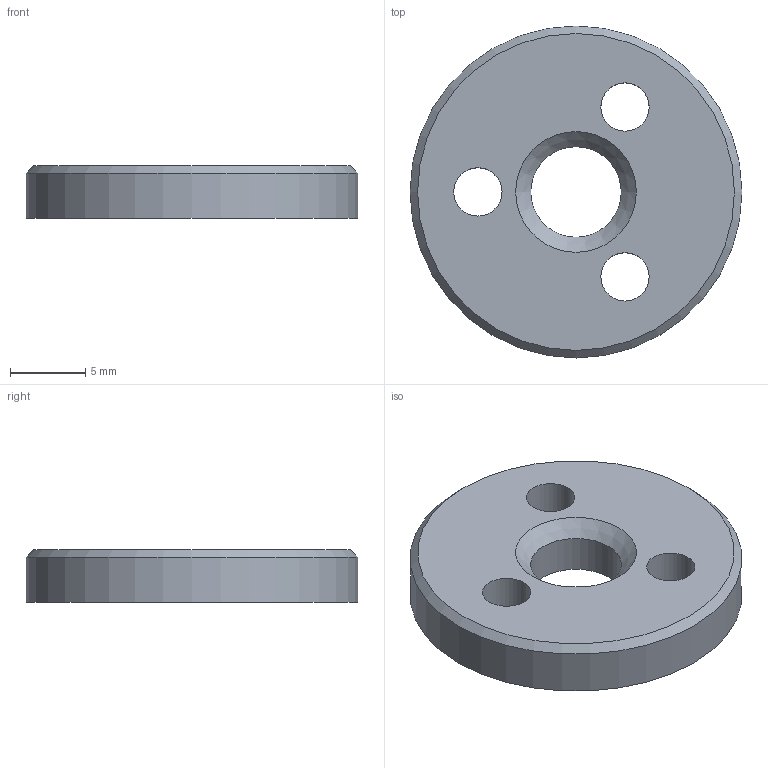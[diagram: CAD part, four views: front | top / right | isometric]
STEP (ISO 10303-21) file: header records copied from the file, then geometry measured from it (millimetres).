
FILE_DESCRIPTION(('FreeCAD Model'),'2;1');
FILE_NAME('x-clamping-plate-x2.step', '2021-08-29T12:02:25',('Author'),(''), 'Open CASCADE STEP processor 7.3','FreeCAD','Unknown');
FILE_SCHEMA(('AUTOMOTIVE_DESIGN { 1 0 10303 214 1 1 1 1 }'));
Length unit declared in the file: millimetre
Products named in the file (1): clamping.plate
Bounding box: 22 x 22 x 3.5 mm (x, y, z)
Volume: 1128.1 mm3; surface area: 1038.6 mm2
Topology: 1 solids, 1 shells, 9 faces, 19 edges, 12 vertices
Faces by surface type: cylinder 5, cone 2, plane 2
Full cylindrical faces by diameter (mm): 3.2 x3, 6 x1, 22 x1
Entity records: 529 total; most frequent: DIRECTION 85, CARTESIAN_POINT 83, ORIENTED_EDGE 38, PCURVE 38, DEFINITIONAL_REPRESENTATION 38, LINE 31, VECTOR 31, AXIS2_PLACEMENT_3D 22
